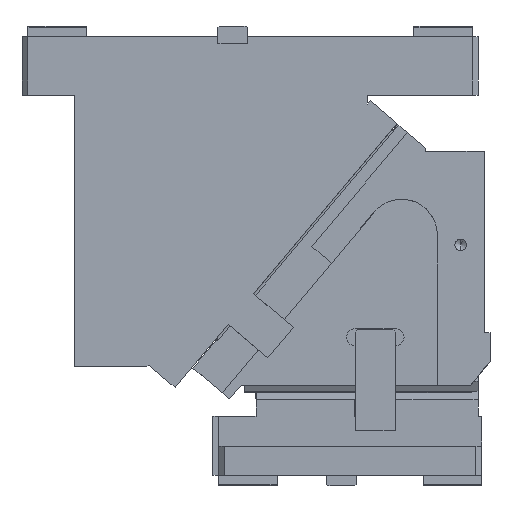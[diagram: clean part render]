
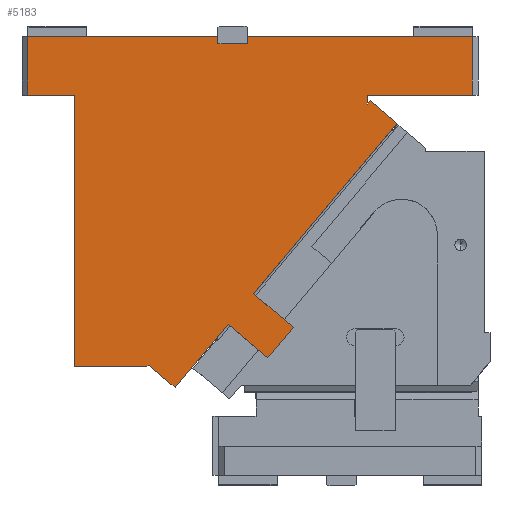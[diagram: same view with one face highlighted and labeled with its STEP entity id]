
A CAD part, front view. The second image highlights one B-rep face of the part: STEP entity #5183.
In plain terms, the highlighted planar face has unit normal (0, -1, 0).
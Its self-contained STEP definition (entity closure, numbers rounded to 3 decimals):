
#245=CARTESIAN_POINT('Vertex',(45.,-150.,-50.)) ;
#248=CARTESIAN_POINT('Line Origine',(25.,-150.,-50.)) ;
#252=CARTESIAN_POINT('Vertex',(5.,-150.,-50.)) ;
#697=CARTESIAN_POINT('Vertex',(5.,-150.,0.)) ;
#700=CARTESIAN_POINT('Line Origine',(86.25,-150.,0.)) ;
#704=CARTESIAN_POINT('Vertex',(167.5,-150.,0.)) ;
#1779=CARTESIAN_POINT('Line Origine',(5.,-150.,-25.)) ;
#1796=CARTESIAN_POINT('Line Origine',(221.172,-150.,-261.522)) ;
#1800=CARTESIAN_POINT('Vertex',(210.244,-150.,-274.545)) ;
#1802=CARTESIAN_POINT('Vertex',(232.099,-150.,-248.5)) ;
#1840=CARTESIAN_POINT('Vertex',(198.01,-150.,-219.896)) ;
#1845=CARTESIAN_POINT('Line Origine',(215.055,-150.,-234.198)) ;
#1955=CARTESIAN_POINT('Line Origine',(193.2,-150.,-260.243)) ;
#1959=CARTESIAN_POINT('Vertex',(176.155,-150.,-245.941)) ;
#2377=CARTESIAN_POINT('Vertex',(295.,-150.,-57.636)) ;
#2380=CARTESIAN_POINT('Line Origine',(296.24,-150.,-56.158)) ;
#2384=CARTESIAN_POINT('Vertex',(297.48,-150.,-54.68)) ;
#2602=CARTESIAN_POINT('Vertex',(106.736,-150.,-282.)) ;
#2605=CARTESIAN_POINT('Line Origine',(75.868,-150.,-282.)) ;
#2609=CARTESIAN_POINT('Vertex',(45.,-150.,-282.)) ;
#2789=CARTESIAN_POINT('Line Origine',(45.,-150.,-166.)) ;
#3801=CARTESIAN_POINT('Vertex',(295.,-150.,-50.)) ;
#3804=CARTESIAN_POINT('Line Origine',(295.,-150.,-53.818)) ;
#3881=CARTESIAN_POINT('Vertex',(385.,-150.,0.)) ;
#3884=CARTESIAN_POINT('Line Origine',(385.,-150.,-25.)) ;
#3888=CARTESIAN_POINT('Vertex',(385.,-150.,-50.)) ;
#4293=CARTESIAN_POINT('Line Origine',(340.,-150.,-50.)) ;
#4773=CARTESIAN_POINT('Vertex',(192.5,-150.,-6.)) ;
#4787=CARTESIAN_POINT('Vertex',(167.5,-150.,-6.)) ;
#4790=CARTESIAN_POINT('Line Origine',(180.,-150.,-6.)) ;
#4811=CARTESIAN_POINT('Vertex',(192.5,-150.,0.)) ;
#4819=CARTESIAN_POINT('Line Origine',(192.5,-150.,-3.)) ;
#4841=CARTESIAN_POINT('Line Origine',(288.75,-150.,0.)) ;
#5104=CARTESIAN_POINT('Line Origine',(167.5,-150.,-3.)) ;
#5116=CARTESIAN_POINT('Axis2P3D Location',(0.,-150.,0.)) ;
#5121=CARTESIAN_POINT('Line Origine',(107.297,-150.,-281.332)) ;
#5125=CARTESIAN_POINT('Vertex',(107.858,-150.,-280.664)) ;
#5128=CARTESIAN_POINT('Line Origine',(119.348,-150.,-290.305)) ;
#5132=CARTESIAN_POINT('Vertex',(130.839,-150.,-299.947)) ;
#5135=CARTESIAN_POINT('Line Origine',(146.266,-150.,-281.562)) ;
#5139=CARTESIAN_POINT('Vertex',(161.693,-150.,-263.177)) ;
#5142=CARTESIAN_POINT('Line Origine',(168.924,-150.,-254.559)) ;
#5147=CARTESIAN_POINT('Line Origine',(259.236,-150.,-146.93)) ;
#5151=CARTESIAN_POINT('Vertex',(320.461,-150.,-73.964)) ;
#5154=CARTESIAN_POINT('Line Origine',(308.971,-150.,-64.322)) ;
#249=DIRECTION('Vector Direction',(1.,0.,0.)) ;
#701=DIRECTION('Vector Direction',(1.,0.,0.)) ;
#1780=DIRECTION('Vector Direction',(0.,0.,-1.)) ;
#1797=DIRECTION('Vector Direction',(0.643,0.,0.766)) ;
#1846=DIRECTION('Vector Direction',(-0.766,0.,0.643)) ;
#1956=DIRECTION('Vector Direction',(-0.766,0.,0.643)) ;
#2381=DIRECTION('Vector Direction',(0.643,0.,0.766)) ;
#2606=DIRECTION('Vector Direction',(-1.,0.,0.)) ;
#2790=DIRECTION('Vector Direction',(0.,0.,-1.)) ;
#3805=DIRECTION('Vector Direction',(0.,0.,-1.)) ;
#3885=DIRECTION('Vector Direction',(0.,0.,1.)) ;
#4294=DIRECTION('Vector Direction',(-1.,0.,0.)) ;
#4791=DIRECTION('Vector Direction',(1.,0.,0.)) ;
#4820=DIRECTION('Vector Direction',(0.,0.,-1.)) ;
#4842=DIRECTION('Vector Direction',(1.,0.,0.)) ;
#5105=DIRECTION('Vector Direction',(0.,0.,1.)) ;
#5117=DIRECTION('Axis2P3D Direction',(0.,1.,0.)) ;
#5118=DIRECTION('Axis2P3D XDirection',(0.,0.,1.)) ;
#5122=DIRECTION('Vector Direction',(-0.643,0.,-0.766)) ;
#5129=DIRECTION('Vector Direction',(0.766,0.,-0.643)) ;
#5136=DIRECTION('Vector Direction',(0.643,0.,0.766)) ;
#5143=DIRECTION('Vector Direction',(-0.643,0.,-0.766)) ;
#5148=DIRECTION('Vector Direction',(-0.643,0.,-0.766)) ;
#5155=DIRECTION('Vector Direction',(0.766,0.,-0.643)) ;
#5119=AXIS2_PLACEMENT_3D('Plane Axis2P3D',#5116,#5117,#5118) ;
#5160=ORIENTED_EDGE('',*,*,#5108,.T.) ;
#5161=ORIENTED_EDGE('',*,*,#706,.F.) ;
#5162=ORIENTED_EDGE('',*,*,#1783,.T.) ;
#5163=ORIENTED_EDGE('',*,*,#254,.T.) ;
#5164=ORIENTED_EDGE('',*,*,#2793,.T.) ;
#5165=ORIENTED_EDGE('',*,*,#2611,.F.) ;
#5166=ORIENTED_EDGE('',*,*,#5127,.F.) ;
#5167=ORIENTED_EDGE('',*,*,#5134,.T.) ;
#5168=ORIENTED_EDGE('',*,*,#5141,.T.) ;
#5169=ORIENTED_EDGE('',*,*,#5146,.T.) ;
#5170=ORIENTED_EDGE('',*,*,#1961,.F.) ;
#5171=ORIENTED_EDGE('',*,*,#1804,.T.) ;
#5172=ORIENTED_EDGE('',*,*,#1849,.T.) ;
#5173=ORIENTED_EDGE('',*,*,#5153,.T.) ;
#5174=ORIENTED_EDGE('',*,*,#5158,.T.) ;
#5175=ORIENTED_EDGE('',*,*,#2386,.T.) ;
#5176=ORIENTED_EDGE('',*,*,#3808,.F.) ;
#5177=ORIENTED_EDGE('',*,*,#4297,.F.) ;
#5178=ORIENTED_EDGE('',*,*,#3890,.T.) ;
#5179=ORIENTED_EDGE('',*,*,#4845,.F.) ;
#5180=ORIENTED_EDGE('',*,*,#4823,.T.) ;
#5181=ORIENTED_EDGE('',*,*,#4794,.F.) ;
#250=VECTOR('Line Direction',#249,1.) ;
#702=VECTOR('Line Direction',#701,1.) ;
#1781=VECTOR('Line Direction',#1780,1.) ;
#1798=VECTOR('Line Direction',#1797,1.) ;
#1847=VECTOR('Line Direction',#1846,1.) ;
#1957=VECTOR('Line Direction',#1956,1.) ;
#2382=VECTOR('Line Direction',#2381,1.) ;
#2607=VECTOR('Line Direction',#2606,1.) ;
#2791=VECTOR('Line Direction',#2790,1.) ;
#3806=VECTOR('Line Direction',#3805,1.) ;
#3886=VECTOR('Line Direction',#3885,1.) ;
#4295=VECTOR('Line Direction',#4294,1.) ;
#4792=VECTOR('Line Direction',#4791,1.) ;
#4821=VECTOR('Line Direction',#4820,1.) ;
#4843=VECTOR('Line Direction',#4842,1.) ;
#5106=VECTOR('Line Direction',#5105,1.) ;
#5123=VECTOR('Line Direction',#5122,1.) ;
#5130=VECTOR('Line Direction',#5129,1.) ;
#5137=VECTOR('Line Direction',#5136,1.) ;
#5144=VECTOR('Line Direction',#5143,1.) ;
#5149=VECTOR('Line Direction',#5148,1.) ;
#5156=VECTOR('Line Direction',#5155,1.) ;
#5183=ADVANCED_FACE('CAM HOLDER',(#5182),#5120,.F.) ;
#254=EDGE_CURVE('',#253,#246,#251,.T.) ;
#706=EDGE_CURVE('',#698,#705,#703,.T.) ;
#1783=EDGE_CURVE('',#698,#253,#1782,.T.) ;
#1804=EDGE_CURVE('',#1801,#1803,#1799,.T.) ;
#1849=EDGE_CURVE('',#1803,#1841,#1848,.T.) ;
#1961=EDGE_CURVE('',#1801,#1960,#1958,.T.) ;
#2386=EDGE_CURVE('',#2385,#2378,#2383,.F.) ;
#2611=EDGE_CURVE('',#2603,#2610,#2608,.T.) ;
#2793=EDGE_CURVE('',#246,#2610,#2792,.T.) ;
#3808=EDGE_CURVE('',#3802,#2378,#3807,.T.) ;
#3890=EDGE_CURVE('',#3889,#3882,#3887,.T.) ;
#4297=EDGE_CURVE('',#3889,#3802,#4296,.T.) ;
#4794=EDGE_CURVE('',#4788,#4774,#4793,.T.) ;
#4823=EDGE_CURVE('',#4812,#4774,#4822,.T.) ;
#4845=EDGE_CURVE('',#4812,#3882,#4844,.T.) ;
#5108=EDGE_CURVE('',#4788,#705,#5107,.T.) ;
#5127=EDGE_CURVE('',#5126,#2603,#5124,.T.) ;
#5134=EDGE_CURVE('',#5126,#5133,#5131,.T.) ;
#5141=EDGE_CURVE('',#5133,#5140,#5138,.T.) ;
#5146=EDGE_CURVE('',#5140,#1960,#5145,.F.) ;
#5153=EDGE_CURVE('',#1841,#5152,#5150,.F.) ;
#5158=EDGE_CURVE('',#5152,#2385,#5157,.F.) ;
#5159=EDGE_LOOP('',(#5160,#5161,#5162,#5163,#5164,#5165,#5166,#5167,#5168,#5169,#5170,#5171,#5172,#5173,#5174,#5175,#5176,#5177,#5178,#5179,#5180,#5181)) ;
#5182=FACE_OUTER_BOUND('',#5159,.T.) ;
#251=LINE('Line',#248,#250) ;
#703=LINE('Line',#700,#702) ;
#1782=LINE('Line',#1779,#1781) ;
#1799=LINE('Line',#1796,#1798) ;
#1848=LINE('Line',#1845,#1847) ;
#1958=LINE('Line',#1955,#1957) ;
#2383=LINE('Line',#2380,#2382) ;
#2608=LINE('Line',#2605,#2607) ;
#2792=LINE('Line',#2789,#2791) ;
#3807=LINE('Line',#3804,#3806) ;
#3887=LINE('Line',#3884,#3886) ;
#4296=LINE('Line',#4293,#4295) ;
#4793=LINE('Line',#4790,#4792) ;
#4822=LINE('Line',#4819,#4821) ;
#4844=LINE('Line',#4841,#4843) ;
#5107=LINE('Line',#5104,#5106) ;
#5124=LINE('Line',#5121,#5123) ;
#5131=LINE('Line',#5128,#5130) ;
#5138=LINE('Line',#5135,#5137) ;
#5145=LINE('Line',#5142,#5144) ;
#5150=LINE('Line',#5147,#5149) ;
#5157=LINE('Line',#5154,#5156) ;
#5120=PLANE('Plane',#5119) ;
#246=VERTEX_POINT('',#245) ;
#253=VERTEX_POINT('',#252) ;
#698=VERTEX_POINT('',#697) ;
#705=VERTEX_POINT('',#704) ;
#1801=VERTEX_POINT('',#1800) ;
#1803=VERTEX_POINT('',#1802) ;
#1841=VERTEX_POINT('',#1840) ;
#1960=VERTEX_POINT('',#1959) ;
#2378=VERTEX_POINT('',#2377) ;
#2385=VERTEX_POINT('',#2384) ;
#2603=VERTEX_POINT('',#2602) ;
#2610=VERTEX_POINT('',#2609) ;
#3802=VERTEX_POINT('',#3801) ;
#3882=VERTEX_POINT('',#3881) ;
#3889=VERTEX_POINT('',#3888) ;
#4774=VERTEX_POINT('',#4773) ;
#4788=VERTEX_POINT('',#4787) ;
#4812=VERTEX_POINT('',#4811) ;
#5126=VERTEX_POINT('',#5125) ;
#5133=VERTEX_POINT('',#5132) ;
#5140=VERTEX_POINT('',#5139) ;
#5152=VERTEX_POINT('',#5151) ;
